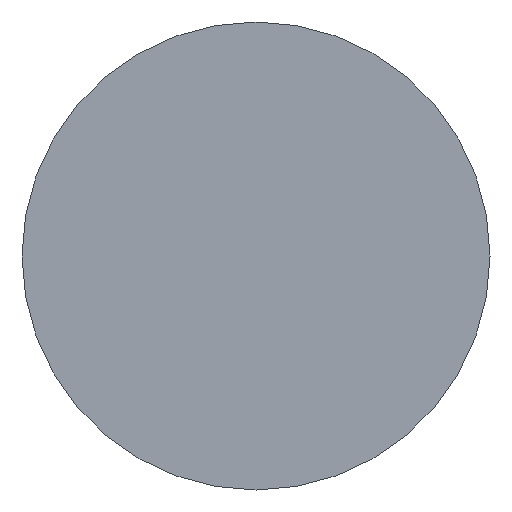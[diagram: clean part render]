
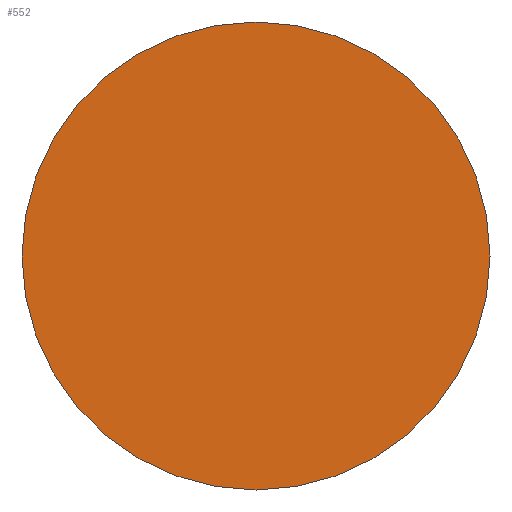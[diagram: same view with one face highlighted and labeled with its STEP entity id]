
A CAD part, front view. The second image highlights one B-rep face of the part: STEP entity #552.
In plain terms, the highlighted planar face has unit normal (0, -1, 0).
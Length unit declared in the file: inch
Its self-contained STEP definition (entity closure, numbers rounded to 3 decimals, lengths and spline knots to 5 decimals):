
#195 = AXIS2_PLACEMENT_3D ( 'NONE', #331, #1109, #362 ) ;
#235 = DIRECTION ( 'NONE',  ( 0., 0., -1. ) ) ;
#254 = AXIS2_PLACEMENT_3D ( 'NONE', #771, #864, #235 ) ;
#302 = CARTESIAN_POINT ( 'NONE',  ( 0., -0.5, -2.25 ) ) ;
#323 = PLANE ( 'NONE',  #254 ) ;
#331 = CARTESIAN_POINT ( 'NONE',  ( 0., -0.5, 0. ) ) ;
#362 = DIRECTION ( 'NONE',  ( 0., 0., -1. ) ) ;
#368 = CIRCLE ( 'NONE', #680, 2.25 ) ;
#432 = VERTEX_POINT ( 'NONE', #302 ) ;
#448 = DIRECTION ( 'NONE',  ( 0., 0., -1. ) ) ;
#482 = CARTESIAN_POINT ( 'NONE',  ( 0., -0.5, 0. ) ) ;
#530 = EDGE_CURVE ( 'NONE', #432, #544, #368, .T. ) ;
#542 = ORIENTED_EDGE ( 'NONE', *, *, #616, .T. ) ;
#544 = VERTEX_POINT ( 'NONE', #1279 ) ;
#547 = FACE_OUTER_BOUND ( 'NONE', #1213, .T. ) ;
#552 = ADVANCED_FACE ( 'NONE', ( #547 ), #323, .T. ) ;
#616 = EDGE_CURVE ( 'NONE', #544, #432, #790, .T. ) ;
#680 = AXIS2_PLACEMENT_3D ( 'NONE', #482, #1110, #448 ) ;
#771 = CARTESIAN_POINT ( 'NONE',  ( 0., -0.5, 0. ) ) ;
#790 = CIRCLE ( 'NONE', #195, 2.25 ) ;
#864 = DIRECTION ( 'NONE',  ( 0., -1., 0. ) ) ;
#884 = ORIENTED_EDGE ( 'NONE', *, *, #530, .T. ) ;
#1109 = DIRECTION ( 'NONE',  ( 0., -1., 0. ) ) ;
#1110 = DIRECTION ( 'NONE',  ( 0., -1., 0. ) ) ;
#1213 = EDGE_LOOP ( 'NONE', ( #542, #884 ) ) ;
#1279 = CARTESIAN_POINT ( 'NONE',  ( 0., -0.5, 2.25 ) ) ;
